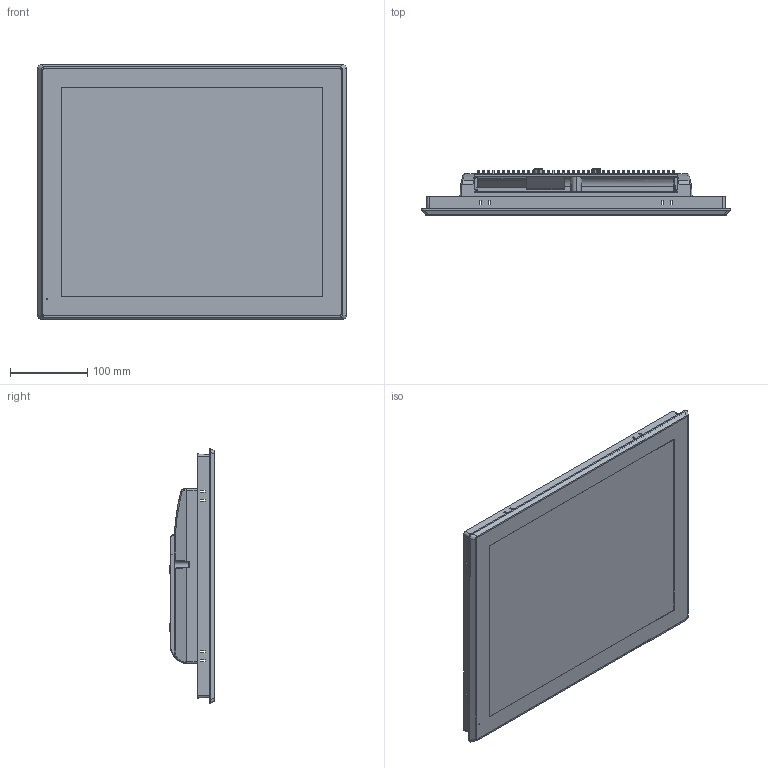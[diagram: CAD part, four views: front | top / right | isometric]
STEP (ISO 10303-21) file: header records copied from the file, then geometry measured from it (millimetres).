
FILE_DESCRIPTION (( 'STEP AP214' ), '1' );
FILE_NAME ('IFC-517C.STEP', '2025-03-03T06:18:00', ( '' ), ( '' ), 'SwSTEP 2.0', 'SolidWorks 2024', '' );
FILE_SCHEMA (( 'AUTOMOTIVE_DESIGN' ));
Length unit declared in the file: millimetre
Products named in the file (1): IFC-517C
Bounding box: 400.66 x 59.6 x 329.76 mm (x, y, z)
Surface area: 805824.6 mm2 (no closed solid volume)
Topology: 0 solids, 31 shells, 2262 faces, 6285 edges, 3997 vertices
Faces by surface type: plane 899, cylinder 862, bspline 232, torus 178, cone 69, sphere 22
Entity records: 133606 total; most frequent: CARTESIAN_POINT 59637, ORIENTED_EDGE 11942, DIRECTION 6943, EDGE_CURVE 6283, VERTEX_POINT 3997, B_SPLINE_CURVE_WITH_KNOTS 3657, AXIS2_PLACEMENT_3D 2413, EDGE_LOOP 2413
